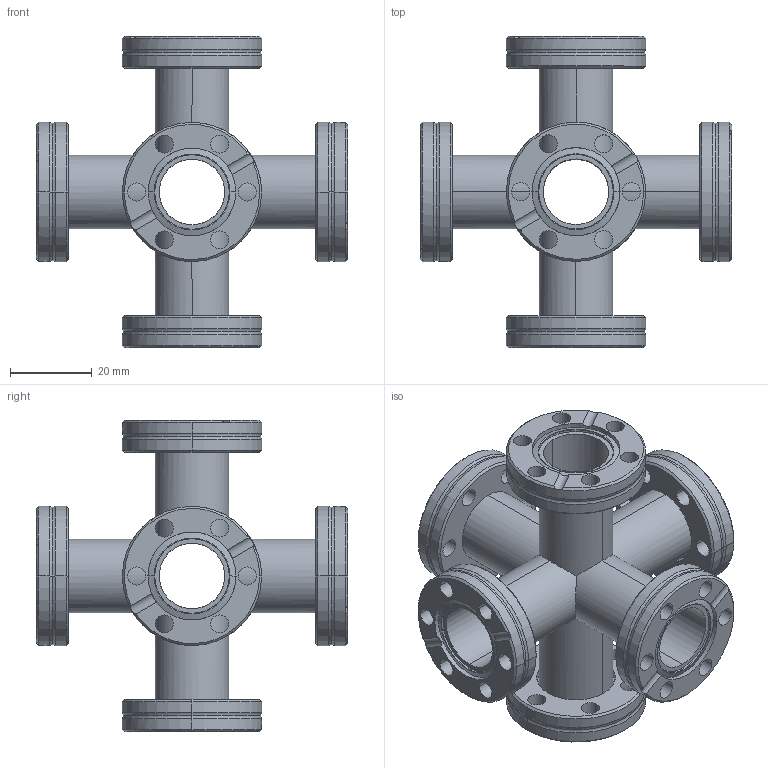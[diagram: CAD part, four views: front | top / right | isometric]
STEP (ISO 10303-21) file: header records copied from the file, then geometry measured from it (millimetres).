
FILE_DESCRIPTION (( 'STEP AP214' ), '1' );
FILE_NAME ('420RKD016.stp', '2017-05-31T07:21:17', ( '' ), ( '' ), 'SwSTEP 2.0', 'SolidWorks 2015', '' );
FILE_SCHEMA (( 'AUTOMOTIVE_DESIGN' ));
Length unit declared in the file: millimetre
Products named in the file (1): 420RKD016
Bounding box: 76 x 76 x 76 mm (x, y, z)
Volume: 34259.2 mm3; surface area: 35231.2 mm2
Topology: 1 solids, 4 shells, 306 faces, 762 edges, 472 vertices
Faces by surface type: cylinder 168, cone 60, torus 42, plane 36
Entity records: 13016 total; most frequent: CARTESIAN_POINT 2003, DIRECTION 1730, ORIENTED_EDGE 1524, EDGE_CURVE 762, AXIS2_PLACEMENT_3D 751, VERTEX_POINT 472, CIRCLE 444, EDGE_LOOP 402
